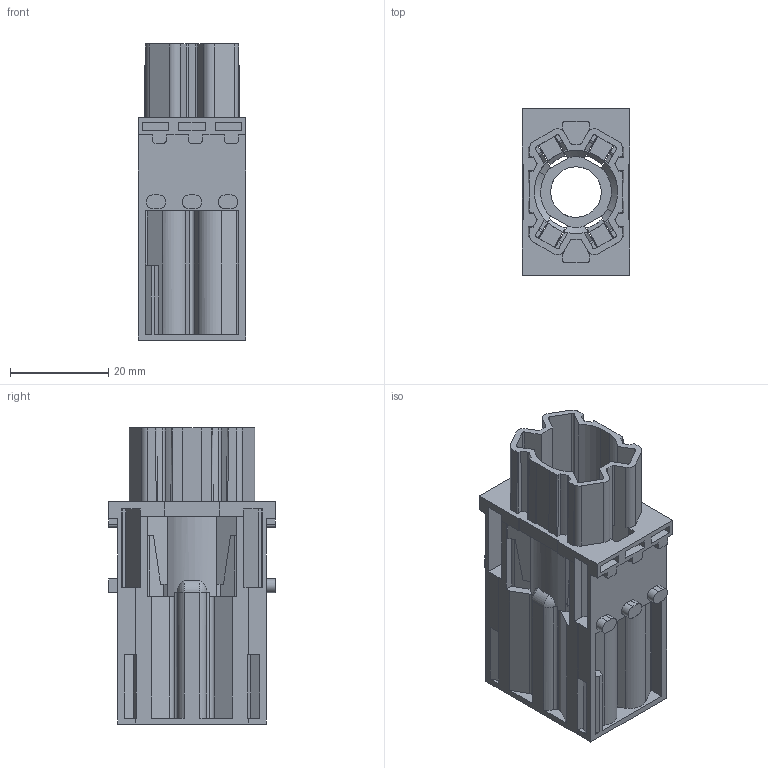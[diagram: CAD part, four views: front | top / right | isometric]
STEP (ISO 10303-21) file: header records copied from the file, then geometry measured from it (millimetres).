
FILE_DESCRIPTION(('CATIA V5 STEP Exchange','CAx-IF Rec.Pracs.--- Model Styling and Organization---1.4--- 2014-01-23'),'2;1');
FILE_NAME ('13290985_3', '2019-04-15T10:45:21+00:00', ('none'), ('Weidmueller'), 'CATIA Version 5-6 Release 2016 SP3 HF44', 'CATIA V5 STEP AP214', 'none');
FILE_SCHEMA(('AUTOMOTIVE_DESIGN { 1 0 10303 214 1 1 1 1 }'));
Length unit declared in the file: millimetre
Products named in the file (1): 2548900000
Bounding box: 21.85 x 34 x 60.3 mm (x, y, z)
Volume: 10710.3 mm3; surface area: 16548.7 mm2
Topology: 1 solids, 1 shells, 583 faces, 1694 edges, 1130 vertices
Faces by surface type: plane 414, cylinder 159, cone 6, sphere 4
Entity records: 18619 total; most frequent: CARTESIAN_POINT 4225, ORIENTED_EDGE 3388, DIRECTION 2328, EDGE_CURVE 1694, VECTOR 1314, LINE 1314, VERTEX_POINT 1130, AXIS2_PLACEMENT_3D 638
